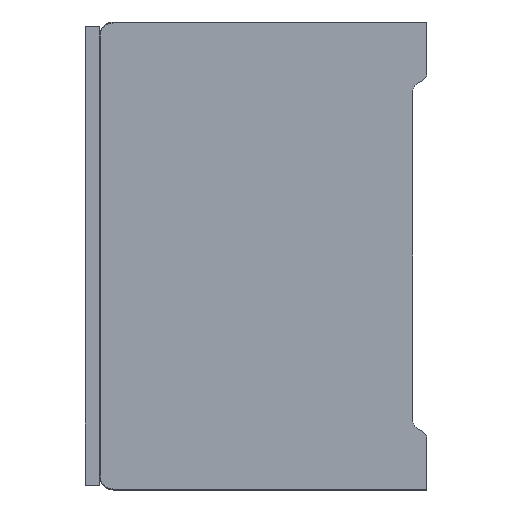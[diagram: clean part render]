
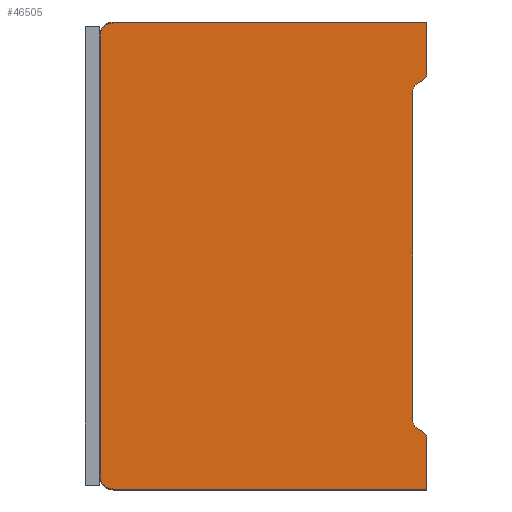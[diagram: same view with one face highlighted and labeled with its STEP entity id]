
A CAD part, left-side view. The second image highlights one B-rep face of the part: STEP entity #46505.
In plain terms, the highlighted planar face has unit normal (-1, 0, 0).
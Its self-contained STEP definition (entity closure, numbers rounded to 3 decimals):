
#11907=CARTESIAN_POINT('',(0.,67.,-97.));
#11908=DIRECTION('',(1.,0.,0.));
#11909=DIRECTION('',(0.,0.,-1.));
#11910=AXIS2_PLACEMENT_3D('',#11907,#11908,#11909);
#11912=CARTESIAN_POINT('',(0.,67.,-3.));
#11913=DIRECTION('',(1.,0.,0.));
#11914=DIRECTION('',(0.,1.,0.));
#11915=AXIS2_PLACEMENT_3D('',#11912,#11913,#11914);
#11917=CARTESIAN_POINT('',(0.,1.732,-11.));
#11918=DIRECTION('',(1.,0.,0.));
#11919=DIRECTION('',(0.,-1.,0.));
#11920=AXIS2_PLACEMENT_3D('',#11917,#11918,#11919);
#11922=DIRECTION('',(0.,0.866,-0.5));
#11923=VECTOR('',#11922,1.309);
#11924=CARTESIAN_POINT('',(0.,0.866,-12.5));
#11925=LINE('',#11924,#11923);
#11926=CARTESIAN_POINT('',(0.,1.,-14.887));
#11927=DIRECTION('',(-1.,0.,0.));
#11928=DIRECTION('',(0.,0.5,0.866));
#11929=AXIS2_PLACEMENT_3D('',#11926,#11927,#11928);
#11931=CARTESIAN_POINT('',(0.,1.,-85.113));
#11932=DIRECTION('',(-1.,0.,0.));
#11933=DIRECTION('',(0.,1.,0.));
#11934=AXIS2_PLACEMENT_3D('',#11931,#11932,#11933);
#11936=DIRECTION('',(0.,-0.866,-0.5));
#11937=VECTOR('',#11936,1.309);
#11938=CARTESIAN_POINT('',(0.,2.,-86.845));
#11939=LINE('',#11938,#11937);
#11940=CARTESIAN_POINT('',(0.,1.732,-89.));
#11941=DIRECTION('',(1.,0.,0.));
#11942=DIRECTION('',(0.,-0.5,0.866));
#11943=AXIS2_PLACEMENT_3D('',#11940,#11941,#11942);
#11949=DIRECTION('',(0.,-1.,0.));
#11950=VECTOR('',#11949,67.);
#11951=CARTESIAN_POINT('',(0.,67.,
-99.8));
#11952=LINE('',#11951,#11950);
#11967=DIRECTION('',(0.,0.,1.));
#11968=VECTOR('',#11967,10.8);
#11969=CARTESIAN_POINT('',(0.,0.,-99.8));
#11970=LINE('',#11969,#11968);
#12007=DIRECTION('',(0.,0.,1.));
#12008=VECTOR('',#12007,70.226);
#12009=CARTESIAN_POINT('',(0.,3.,-85.113));
#12010=LINE('',#12009,#12008);
#12086=DIRECTION('',(0.,0.,1.));
#12087=VECTOR('',#12086,10.8);
#12088=CARTESIAN_POINT('',(0.,0.,-11.));
#12089=LINE('',#12088,#12087);
#12170=DIRECTION('',(0.,0.,-1.));
#12171=VECTOR('',#12170,94.);
#12172=CARTESIAN_POINT('',(0.,69.8,
-3.));
#12173=LINE('',#12172,#12171);
#25495=DIRECTION('',(0.,1.,0.));
#25496=VECTOR('',#25495,67.);
#25497=CARTESIAN_POINT('',(0.,0.,-0.2));
#25498=LINE('',#25497,#25496);
#27489=CARTESIAN_POINT('',(0.,0.,-89.));
#27491=VERTEX_POINT('',#27489);
#27496=CARTESIAN_POINT('',(0.,0.,-99.8));
#27497=VERTEX_POINT('',#27496);
#27498=CARTESIAN_POINT('',(0.,0.866,-87.5));
#27500=VERTEX_POINT('',#27498);
#27505=CARTESIAN_POINT('',(0.,2.,
-86.845));
#27507=VERTEX_POINT('',#27505);
#27510=CARTESIAN_POINT('',(0.,3.,-85.113));
#27512=VERTEX_POINT('',#27510);
#27517=CARTESIAN_POINT('',(0.,3.,-14.887));
#27519=VERTEX_POINT('',#27517);
#27534=CARTESIAN_POINT('',(0.,2.,-13.155));
#27536=VERTEX_POINT('',#27534);
#27541=CARTESIAN_POINT('',(0.,0.866,-12.5));
#27543=VERTEX_POINT('',#27541);
#27546=CARTESIAN_POINT('',(0.,0.,-11.));
#27548=VERTEX_POINT('',#27546);
#27558=CARTESIAN_POINT('',(0.,0.,-0.2));
#27559=VERTEX_POINT('',#27558);
#28981=CARTESIAN_POINT('',(0.,69.8,
-3.));
#28982=CARTESIAN_POINT('',(0.,67.,
-0.2));
#28983=VERTEX_POINT('',#28981);
#28984=VERTEX_POINT('',#28982);
#28985=CARTESIAN_POINT('',(0.,67.,
-99.8));
#28986=VERTEX_POINT('',#28985);
#28987=CARTESIAN_POINT('',(0.,69.8,
-97.));
#28988=VERTEX_POINT('',#28987);
#46471=CARTESIAN_POINT('',(0.,34.9,-50.));
#46472=DIRECTION('',(1.,0.,0.));
#46473=DIRECTION('',(0.,0.,1.));
#46474=AXIS2_PLACEMENT_3D('',#46471,#46472,#46473);
#46475=PLANE('',#46474);
#46477=ORIENTED_EDGE('',*,*,#46476,.F.);
#46479=ORIENTED_EDGE('',*,*,#46478,.T.);
#46481=ORIENTED_EDGE('',*,*,#46480,.F.);
#46482=ORIENTED_EDGE('',*,*,#46461,.T.);
#46484=ORIENTED_EDGE('',*,*,#46483,.F.);
#46486=ORIENTED_EDGE('',*,*,#46485,.F.);
#46488=ORIENTED_EDGE('',*,*,#46487,.T.);
#46490=ORIENTED_EDGE('',*,*,#46489,.T.);
#46492=ORIENTED_EDGE('',*,*,#46491,.T.);
#46494=ORIENTED_EDGE('',*,*,#46493,.F.);
#46496=ORIENTED_EDGE('',*,*,#46495,.T.);
#46498=ORIENTED_EDGE('',*,*,#46497,.T.);
#46500=ORIENTED_EDGE('',*,*,#46499,.T.);
#46502=ORIENTED_EDGE('',*,*,#46501,.F.);
#46503=EDGE_LOOP('',(#46477,#46479,#46481,#46482,#46484,#46486,#46488,#46490,
#46492,#46494,#46496,#46498,#46500,#46502));
#46504=FACE_OUTER_BOUND('',#46503,.F.);
#11911=CIRCLE('',#11910,2.8);
#11916=CIRCLE('',#11915,2.8);
#11921=CIRCLE('',#11920,1.732);
#11930=CIRCLE('',#11929,2.);
#11935=CIRCLE('',#11934,2.);
#11944=CIRCLE('',#11943,1.732);
#46461=EDGE_CURVE('',#28983,#28984,#11916,.T.);
#46476=EDGE_CURVE('',#28986,#27497,#11952,.T.);
#46478=EDGE_CURVE('',#28986,#28988,#11911,.T.);
#46480=EDGE_CURVE('',#28983,#28988,#12173,.T.);
#46483=EDGE_CURVE('',#27559,#28984,#25498,.T.);
#46485=EDGE_CURVE('',#27548,#27559,#12089,.T.);
#46487=EDGE_CURVE('',#27548,#27543,#11921,.T.);
#46489=EDGE_CURVE('',#27543,#27536,#11925,.T.);
#46491=EDGE_CURVE('',#27536,#27519,#11930,.T.);
#46493=EDGE_CURVE('',#27512,#27519,#12010,.T.);
#46495=EDGE_CURVE('',#27512,#27507,#11935,.T.);
#46497=EDGE_CURVE('',#27507,#27500,#11939,.T.);
#46499=EDGE_CURVE('',#27500,#27491,#11944,.T.);
#46501=EDGE_CURVE('',#27497,#27491,#11970,.T.);
#46505=ADVANCED_FACE('',(#46504),#46475,.F.);
